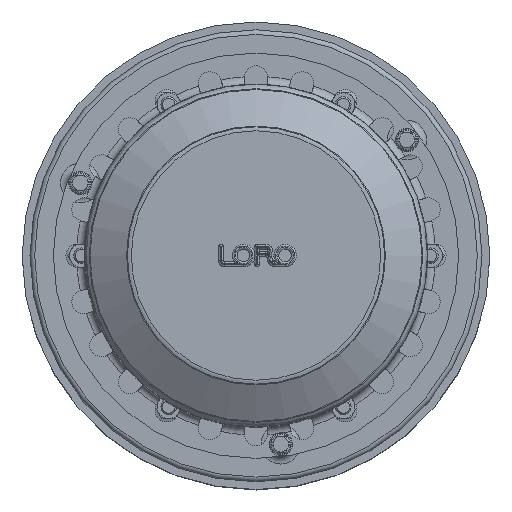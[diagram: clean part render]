
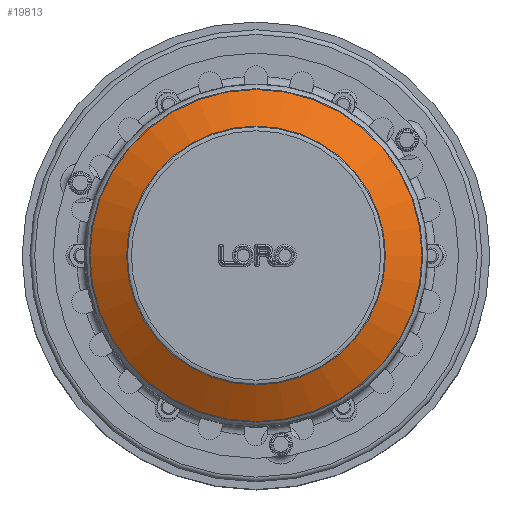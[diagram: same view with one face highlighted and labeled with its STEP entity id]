
A CAD part, top view. The second image highlights one B-rep face of the part: STEP entity #19813.
In plain terms, the highlighted conical face has half-angle 59.744 degrees and reference radius 950.348 mm.
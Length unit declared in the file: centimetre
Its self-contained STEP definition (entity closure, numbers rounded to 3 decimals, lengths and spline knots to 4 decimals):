
#2605=FACE_OUTER_BOUND('',#4016,.T.);
#4016=EDGE_LOOP('',(#17212,#17213,#17214,#17215,#17216,#17217));
#5147=LINE('',#40758,#6222);
#6222=VECTOR('',#27786,95.0348);
#7427=CIRCLE('',#22172,83.0464);
#7430=CIRCLE('',#22175,83.0464);
#7431=CIRCLE('',#22177,107.0232);
#7432=CIRCLE('',#22178,107.0232);
#9144=VERTEX_POINT('',#40746);
#9145=VERTEX_POINT('',#40747);
#9147=VERTEX_POINT('',#40754);
#9148=VERTEX_POINT('',#40755);
#11911=EDGE_CURVE('',#9144,#9145,#7427,.T.);
#11914=EDGE_CURVE('',#9145,#9144,#7430,.T.);
#11915=EDGE_CURVE('',#9147,#9148,#7431,.T.);
#11916=EDGE_CURVE('',#9148,#9147,#7432,.T.);
#11917=EDGE_CURVE('',#9148,#9145,#5147,.T.);
#17212=ORIENTED_EDGE('',*,*,#11915,.F.);
#17213=ORIENTED_EDGE('',*,*,#11916,.F.);
#17214=ORIENTED_EDGE('',*,*,#11917,.T.);
#17215=ORIENTED_EDGE('',*,*,#11914,.T.);
#17216=ORIENTED_EDGE('',*,*,#11911,.T.);
#17217=ORIENTED_EDGE('',*,*,#11917,.F.);
#18711=CONICAL_SURFACE('',#22176,95.0348,1.043);
#19813=ADVANCED_FACE('',(#2605),#18711,.T.);
#22172=AXIS2_PLACEMENT_3D('',#40748,#27772,#27773);
#22175=AXIS2_PLACEMENT_3D('',#40752,#27778,#27779);
#22176=AXIS2_PLACEMENT_3D('',#40753,#27780,#27781);
#22177=AXIS2_PLACEMENT_3D('',#40756,#27782,#27783);
#22178=AXIS2_PLACEMENT_3D('',#40757,#27784,#27785);
#27772=DIRECTION('center_axis',(0.,0.,
-1.));
#27773=DIRECTION('ref_axis',(1.,0.,0.));
#27778=DIRECTION('center_axis',(0.,0.,
-1.));
#27779=DIRECTION('ref_axis',(1.,0.,0.));
#27780=DIRECTION('center_axis',(0.,0.,
-1.));
#27781=DIRECTION('ref_axis',(-1.,0.,0.));
#27782=DIRECTION('center_axis',(0.,0.,
-1.));
#27783=DIRECTION('ref_axis',(1.,0.,0.));
#27784=DIRECTION('center_axis',(0.,0.,
-1.));
#27785=DIRECTION('ref_axis',(1.,0.,0.));
#27786=DIRECTION('',(-0.864,0.,0.504));
#40746=CARTESIAN_POINT('',(1103.9401,318.147,263.0441));
#40747=CARTESIAN_POINT('',(1186.9865,401.1934,263.0441));
#40748=CARTESIAN_POINT('Origin',(1103.9401,401.1934,263.0441));
#40752=CARTESIAN_POINT('Origin',(1103.9401,401.1934,263.0441));
#40753=CARTESIAN_POINT('Origin',(1103.9401,401.1934,256.0509));
#40754=CARTESIAN_POINT('',(1103.9401,294.1702,249.0576));
#40755=CARTESIAN_POINT('',(1210.9633,401.1934,249.0576));
#40756=CARTESIAN_POINT('Origin',(1103.9401,401.1934,249.0576));
#40757=CARTESIAN_POINT('Origin',(1103.9401,401.1934,249.0576));
#40758=CARTESIAN_POINT('',(1198.9749,401.1934,256.0509));
